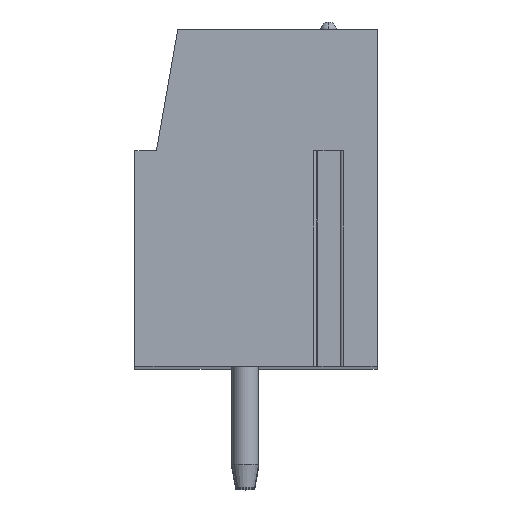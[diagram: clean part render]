
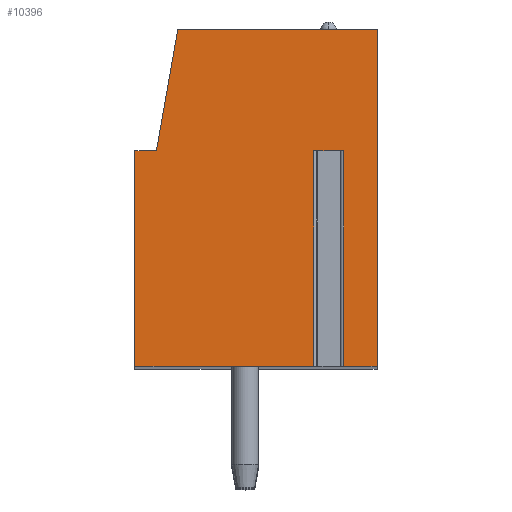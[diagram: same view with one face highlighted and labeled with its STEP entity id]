
A CAD part, top view. The second image highlights one B-rep face of the part: STEP entity #10396.
In plain terms, the highlighted planar face has unit normal (0, 0, 1).
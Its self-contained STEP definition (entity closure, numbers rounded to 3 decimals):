
#13=DIRECTION('',(-1.,0.,0.));
#14=VECTOR('',#13,1.112);
#15=CARTESIAN_POINT('',(3.256,1.75,58.42));
#16=LINE('',#15,#14);
#17=DIRECTION('',(0.,-1.,0.));
#18=VECTOR('',#17,8.);
#19=CARTESIAN_POINT('',(2.144,1.75,58.42));
#20=LINE('',#19,#18);
#21=DIRECTION('',(1.,0.,0.));
#22=VECTOR('',#21,6.644);
#23=CARTESIAN_POINT('',(-4.5,-6.25,58.42));
#24=LINE('',#23,#22);
#25=DIRECTION('',(0.,-1.,0.));
#26=VECTOR('',#25,8.);
#27=CARTESIAN_POINT('',(-4.5,1.75,58.42));
#28=LINE('',#27,#26);
#29=DIRECTION('',(-1.,0.,0.));
#30=VECTOR('',#29,0.8);
#31=CARTESIAN_POINT('',(-3.7,1.75,58.42));
#32=LINE('',#31,#30);
#33=DIRECTION('',(-0.174,-0.985,0.));
#34=VECTOR('',#33,4.569);
#35=CARTESIAN_POINT('',(-2.907,6.25,58.42));
#36=LINE('',#35,#34);
#37=DIRECTION('',(-1.,0.,0.));
#38=VECTOR('',#37,7.407);
#39=CARTESIAN_POINT('',(4.5,6.25,58.42));
#40=LINE('',#39,#38);
#41=DIRECTION('',(0.,1.,0.));
#42=VECTOR('',#41,12.5);
#43=CARTESIAN_POINT('',(4.5,-6.25,58.42));
#44=LINE('',#43,#42);
#45=DIRECTION('',(1.,0.,0.));
#46=VECTOR('',#45,1.244);
#47=CARTESIAN_POINT('',(3.256,-6.25,58.42));
#48=LINE('',#47,#46);
#49=DIRECTION('',(0.,-1.,0.));
#50=VECTOR('',#49,8.);
#51=CARTESIAN_POINT('',(3.256,1.75,58.42));
#52=LINE('',#51,#50);
#8177=CARTESIAN_POINT('',(-3.7,1.75,58.42));
#8178=CARTESIAN_POINT('',(-4.5,1.75,58.42));
#8179=VERTEX_POINT('',#8177);
#8180=VERTEX_POINT('',#8178);
#8181=CARTESIAN_POINT('',(-4.5,-6.25,58.42));
#8182=VERTEX_POINT('',#8181);
#8183=CARTESIAN_POINT('',(4.5,-6.25,58.42));
#8184=CARTESIAN_POINT('',(4.5,6.25,58.42));
#8185=VERTEX_POINT('',#8183);
#8186=VERTEX_POINT('',#8184);
#8187=CARTESIAN_POINT('',(-2.907,6.25,58.42));
#8188=VERTEX_POINT('',#8187);
#8237=CARTESIAN_POINT('',(3.256,1.75,58.42));
#8238=CARTESIAN_POINT('',(2.144,1.75,58.42));
#8239=VERTEX_POINT('',#8237);
#8240=VERTEX_POINT('',#8238);
#8241=CARTESIAN_POINT('',(2.144,-6.25,58.42));
#8242=VERTEX_POINT('',#8241);
#8243=CARTESIAN_POINT('',(3.256,-6.25,58.42));
#8244=VERTEX_POINT('',#8243);
#10369=CARTESIAN_POINT('',(0.,0.,58.42));
#10370=DIRECTION('',(0.,0.,1.));
#10371=DIRECTION('',(1.,0.,0.));
#10372=AXIS2_PLACEMENT_3D('',#10369,#10370,#10371);
#10373=PLANE('',#10372);
#10375=ORIENTED_EDGE('',*,*,#10374,.T.);
#10377=ORIENTED_EDGE('',*,*,#10376,.T.);
#10379=ORIENTED_EDGE('',*,*,#10378,.F.);
#10381=ORIENTED_EDGE('',*,*,#10380,.F.);
#10383=ORIENTED_EDGE('',*,*,#10382,.F.);
#10385=ORIENTED_EDGE('',*,*,#10384,.F.);
#10387=ORIENTED_EDGE('',*,*,#10386,.F.);
#10389=ORIENTED_EDGE('',*,*,#10388,.F.);
#10391=ORIENTED_EDGE('',*,*,#10390,.F.);
#10393=ORIENTED_EDGE('',*,*,#10392,.F.);
#10394=EDGE_LOOP('',(#10375,#10377,#10379,#10381,#10383,#10385,#10387,#10389,
#10391,#10393));
#10395=FACE_OUTER_BOUND('',#10394,.F.);
#10374=EDGE_CURVE('',#8239,#8240,#16,.T.);
#10376=EDGE_CURVE('',#8240,#8242,#20,.T.);
#10378=EDGE_CURVE('',#8182,#8242,#24,.T.);
#10380=EDGE_CURVE('',#8180,#8182,#28,.T.);
#10382=EDGE_CURVE('',#8179,#8180,#32,.T.);
#10384=EDGE_CURVE('',#8188,#8179,#36,.T.);
#10386=EDGE_CURVE('',#8186,#8188,#40,.T.);
#10388=EDGE_CURVE('',#8185,#8186,#44,.T.);
#10390=EDGE_CURVE('',#8244,#8185,#48,.T.);
#10392=EDGE_CURVE('',#8239,#8244,#52,.T.);
#10396=ADVANCED_FACE('',(#10395),#10373,.T.);
